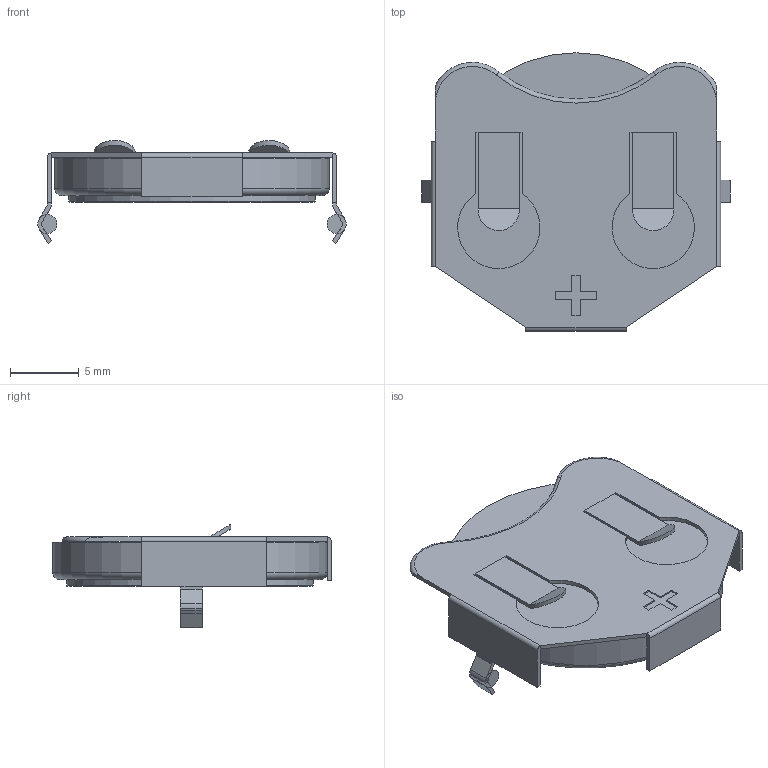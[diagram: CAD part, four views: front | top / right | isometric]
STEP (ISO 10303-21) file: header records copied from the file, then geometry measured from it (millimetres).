
FILE_DESCRIPTION(('FreeCAD Model'),'2;1');
FILE_NAME('Open CASCADE Shape Model','2021-06-16T16:58:50',('Author'),( ''),'Open CASCADE STEP processor 7.5','FreeCAD','Unknown');
FILE_SCHEMA(('AUTOMOTIVE_DESIGN { 1 0 10303 214 1 1 1 1 }'));
Length unit declared in the file: millimetre
Products named in the file (3): ____________________; Fillet002; Fusion001
Assembly tree (2 placements, depth 2):
  ____________________
    Fillet002
    Fusion001
Bounding box: 22.5 x 20.3 x 7.51 mm (x, y, z)
Volume: 1090.3 mm3; surface area: 1658.2 mm2
Topology: 2 solids, 2 shells, 113 faces, 291 edges, 184 vertices
Faces by surface type: plane 87, cylinder 21, torus 5
Full cylindrical faces by diameter (mm): 1.4 x2, 18 x1, 20 x1
Entity records: 7248 total; most frequent: CARTESIAN_POINT 1623, DIRECTION 1005, LINE 635, VECTOR 635, ORIENTED_EDGE 566, PCURVE 566, DEFINITIONAL_REPRESENTATION 566, EDGE_CURVE 283
